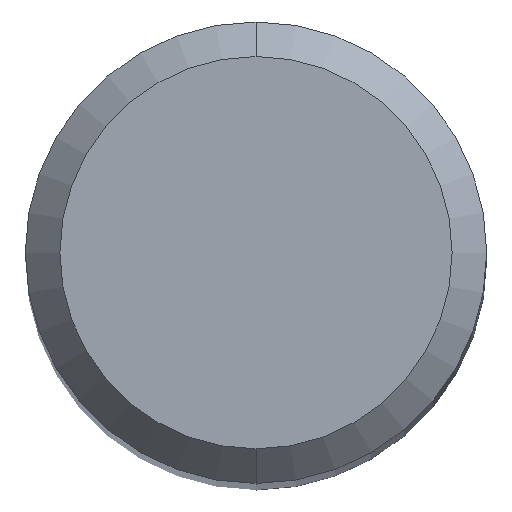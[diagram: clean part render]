
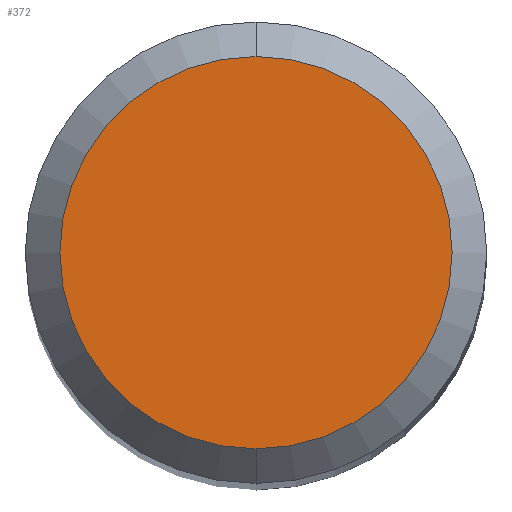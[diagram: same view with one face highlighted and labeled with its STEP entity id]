
A CAD part, top view. The second image highlights one B-rep face of the part: STEP entity #372.
In plain terms, the highlighted planar face has unit normal (0, 0, 1).
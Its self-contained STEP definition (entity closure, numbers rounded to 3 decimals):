
#212=EDGE_CURVE('',#346,#364,#547,.T.);
#220=EDGE_CURVE('',#364,#346,#555,.T.);
#346=VERTEX_POINT('',#697);
#364=VERTEX_POINT('',#717);
#372=ADVANCED_FACE('',(#725),#726,.T.);
#547=CIRCLE('',#921,1.7);
#555=CIRCLE('',#934,1.7);
#697=CARTESIAN_POINT('',(0.,-1.7,0.0));
#717=CARTESIAN_POINT('',(0.0,1.7,0.0));
#725=FACE_OUTER_BOUND('',#1264,.T.);
#726=PLANE('',#1265);
#921=AXIS2_PLACEMENT_3D('',#1572,#1573,#1574);
#934=AXIS2_PLACEMENT_3D('',#1577,#1578,#1579);
#1264=EDGE_LOOP('',(#1811,#1812));
#1265=AXIS2_PLACEMENT_3D('',#1813,#1814,#1815);
#1572=CARTESIAN_POINT('',(0.0,0.0,0.0));
#1573=DIRECTION('',(0.0,0.0,-1.0));
#1574=DIRECTION('',(0.0,1.0,0.0));
#1577=CARTESIAN_POINT('',(0.0,0.0,0.0));
#1578=DIRECTION('',(0.0,0.0,-1.0));
#1579=DIRECTION('',(0.0,1.0,0.0));
#1811=ORIENTED_EDGE('',*,*,#220,.F.);
#1812=ORIENTED_EDGE('',*,*,#212,.F.);
#1813=CARTESIAN_POINT('',(0.0,0.85,0.0));
#1814=DIRECTION('',(-0.0,0.0,1.0));
#1815=DIRECTION('',(0.0,-1.0,0.0));
